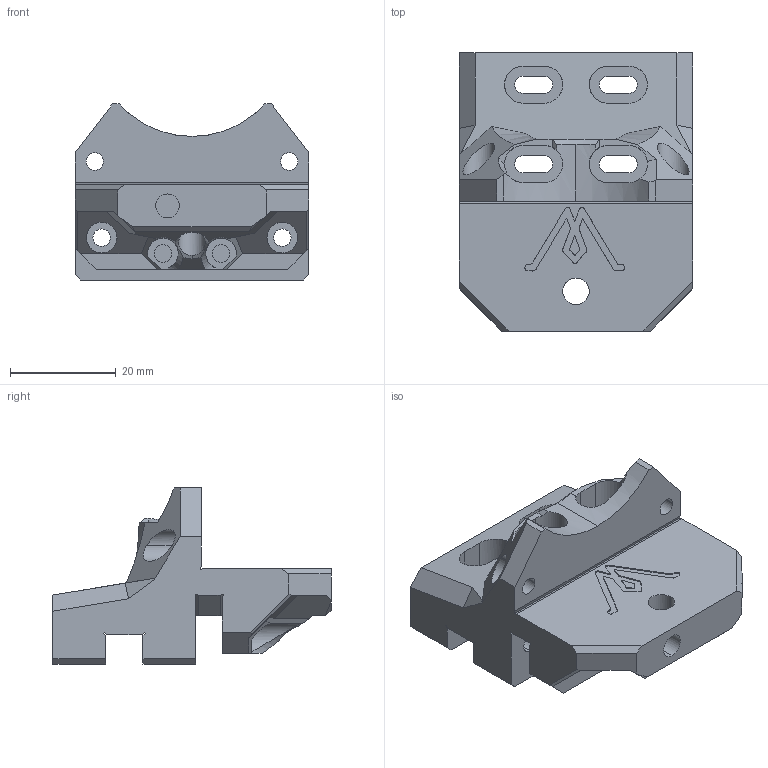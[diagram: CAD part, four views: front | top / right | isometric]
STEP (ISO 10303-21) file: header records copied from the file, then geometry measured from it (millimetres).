
FILE_DESCRIPTION (( 'STEP AP214' ), '1' );
FILE_NAME ('top_libra_mgn9.STEP', '2022-04-21T11:06:29', ( '' ), ( '' ), 'SwSTEP 2.0', 'SolidWorks 2021', '' );
FILE_SCHEMA (( 'AUTOMOTIVE_DESIGN' ));
Length unit declared in the file: millimetre
Products named in the file (1): top_libra_mgn9
Bounding box: 44.1 x 52.5 x 33.23 mm (x, y, z)
Volume: 26657.5 mm3; surface area: 12453.4 mm2
Topology: 1 solids, 1 shells, 243 faces, 687 edges, 452 vertices
Faces by surface type: plane 126, bspline 60, cylinder 56, cone 1
Entity records: 9015 total; most frequent: CARTESIAN_POINT 3095, ORIENTED_EDGE 1374, DIRECTION 967, EDGE_CURVE 687, VERTEX_POINT 452, LINE 415, VECTOR 415, AXIS2_PLACEMENT_3D 276
